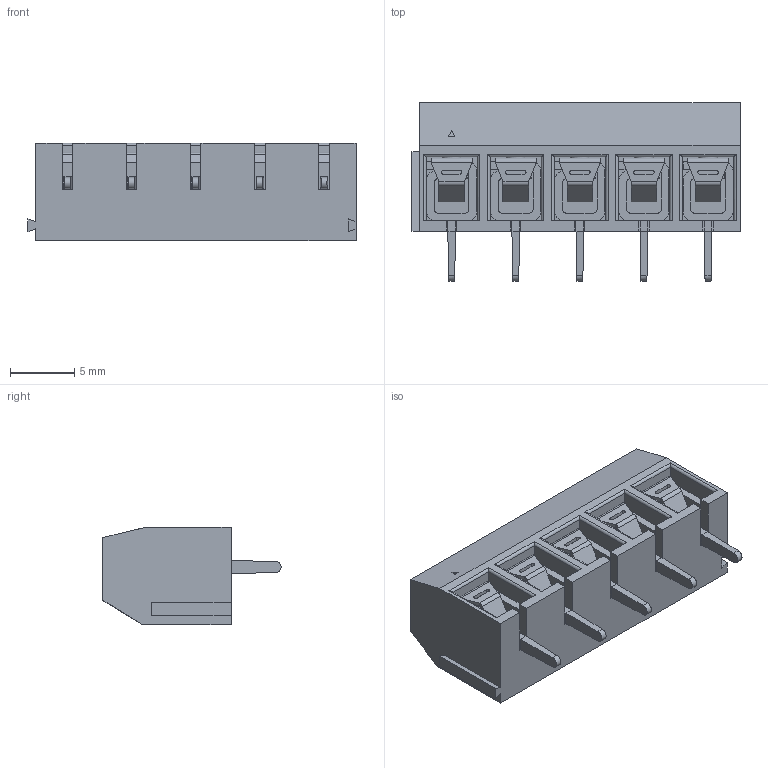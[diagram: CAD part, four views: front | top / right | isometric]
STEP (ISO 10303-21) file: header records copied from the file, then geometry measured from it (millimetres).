
FILE_DESCRIPTION (( 'STEP AP214' ), '1' );
FILE_NAME ('DG306-5.0-05P-12-00AH.STEP', '2021-01-21T19:57:16', ( '' ), ( '' ), 'SwSTEP 2.0', 'SolidWorks 2020', '' );
FILE_SCHEMA (( 'AUTOMOTIVE_DESIGN' ));
Length unit declared in the file: millimetre
Products named in the file (1): DG306-5.0-05P-12-00AH
Bounding box: 25.6 x 13.9 x 7.6 mm (x, y, z)
Volume: 1382.8 mm3; surface area: 2750.4 mm2
Topology: 1 solids, 1 shells, 737 faces, 1947 edges, 1263 vertices
Faces by surface type: plane 413, bspline 149, cylinder 130, torus 35, cone 10
Entity records: 36934 total; most frequent: CARTESIAN_POINT 13147, ORIENTED_EDGE 3894, DIRECTION 3057, EDGE_CURVE 1947, LINE 1279, VECTOR 1279, VERTEX_POINT 1263, AXIS2_PLACEMENT_3D 889
